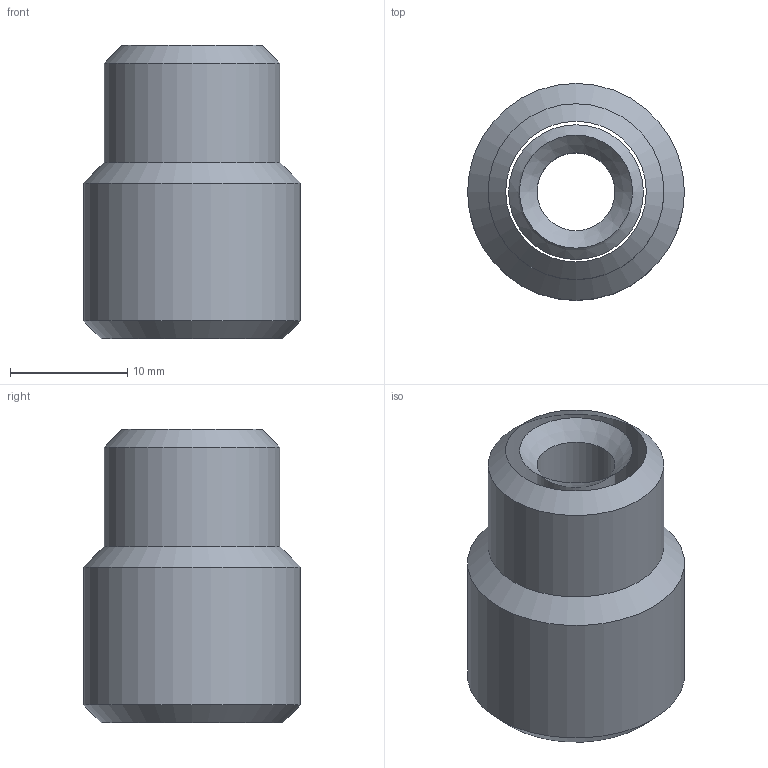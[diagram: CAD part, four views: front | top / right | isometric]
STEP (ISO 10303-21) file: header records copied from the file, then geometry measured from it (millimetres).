
FILE_DESCRIPTION(/* description */ ('264 ZINCATO FORO PARZ.FILETT. - ATTACCO'),/* implementation_level */ '2;1');
FILE_NAME(/* name */ '11401505 001.stp',/* time_stamp */ '2021-09-29T16:32:30+02:00',/* author */ ('gcocco'),/* organization */ (''),/* preprocessor_version */ 'ST-DEVELOPER v17.2',/* originating_system */ 'Autodesk Inventor 2019',/* authorisation */ '');
FILE_SCHEMA (('AUTOMOTIVE_DESIGN { 1 0 10303 214 3 1 1 }'));
Length unit declared in the file: millimetre
Products named in the file (1): 11401505  001
Bounding box: 18.5 x 18.5 x 25 mm (x, y, z)
Surface area: 2031.8 mm2 (no closed solid volume)
Topology: 0 solids, 2 shells, 10 faces, 26 edges, 16 vertices
Faces by surface type: cone 6, cylinder 4
Full cylindrical faces by diameter (mm): 6.647 x1, 8.5 x1, 15 x1, 18.5 x1
Entity records: 356 total; most frequent: DIRECTION 64, CARTESIAN_POINT 53, ORIENTED_EDGE 48, AXIS2_PLACEMENT_3D 27, EDGE_CURVE 26, CIRCLE 16, VERTEX_POINT 16, FACE_OUTER_BOUND 10
